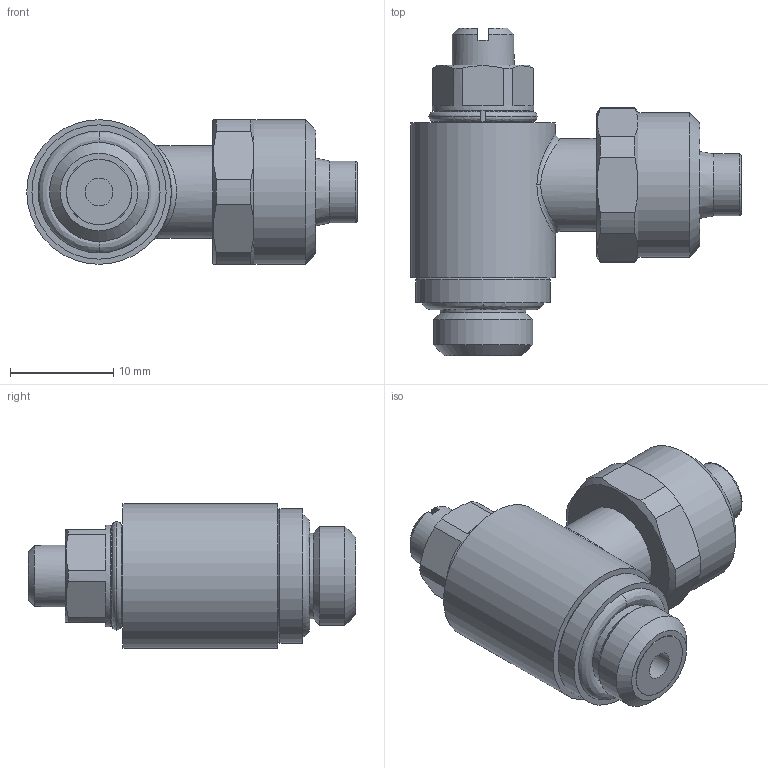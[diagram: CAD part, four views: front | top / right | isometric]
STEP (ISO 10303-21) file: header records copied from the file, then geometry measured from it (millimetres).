
FILE_DESCRIPTION( ( 'STEP AP214' ), '1' );
FILE_NAME( '04100B21.stp', '2021-04-20T07:07:02', ( 'License CC BY-ND 4.0' ), ( 'CADENAS' ), ' ', 'PARTsolutions', ' ' );
FILE_SCHEMA( ( 'AUTOMOTIVE_DESIGN { 1 0 10303 214 1 1 1 1 }' ) );
Length unit declared in the file: metre
Products named in the file (3): 04100B21; NONE
Assembly tree (2 placements, depth 2):
  04100B21
    NONE
    NONE
Bounding box: 32 x 31.74 x 14 mm (x, y, z)
Volume: 5249.9 mm3; surface area: 2670.3 mm2
Topology: 2 solids, 4 shells, 93 faces, 203 edges, 132 vertices
Faces by surface type: plane 42, cylinder 25, cone 18, bspline 8
Full cylindrical faces by diameter (mm): 2.7 x1, 5 x1, 6 x2, 7 x1, 8.15 x1, 8.3 x1, 8.75 x1, 9 x1, 9.6 x1, 9.85 x2, 13 x1, 14 x2
Entity records: 3883 total; most frequent: CARTESIAN_POINT 1217, DIRECTION 390, ORIENTED_EDGE 346, AXIS2_PLACEMENT_3D 175, EDGE_CURVE 173, EDGE_LOOP 132, VERTEX_POINT 127, FACE_OUTER_BOUND 108
